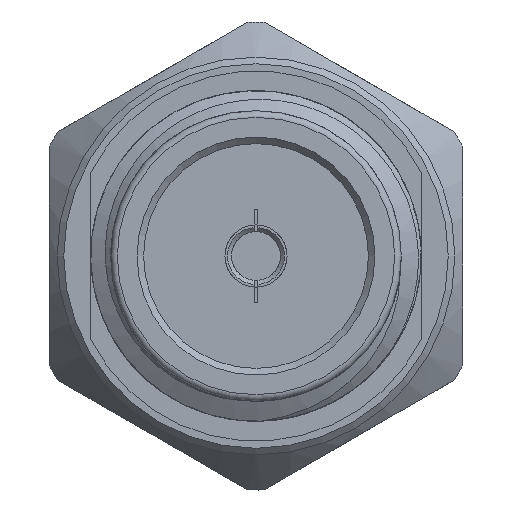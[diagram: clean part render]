
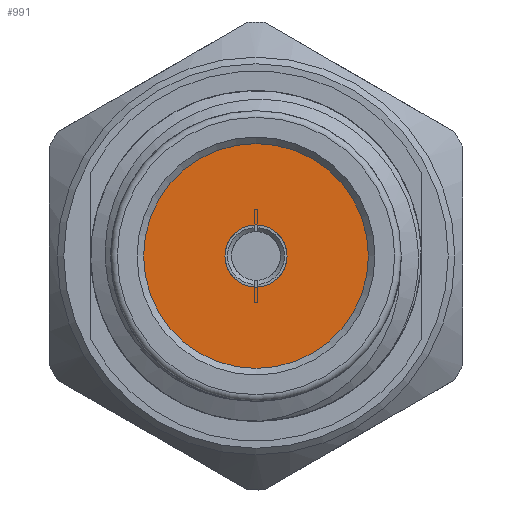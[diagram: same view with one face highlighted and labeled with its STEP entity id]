
A CAD part, front view. The second image highlights one B-rep face of the part: STEP entity #991.
In plain terms, the highlighted planar face has unit normal (0, -1, 0).
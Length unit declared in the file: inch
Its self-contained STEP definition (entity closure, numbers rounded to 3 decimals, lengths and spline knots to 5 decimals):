
#44 = AXIS2_PLACEMENT_3D ( 'NONE', #5406, #1598, #1142 ) ;
#302 = ORIENTED_EDGE ( 'NONE', *, *, #4225, .T. ) ;
#455 = CARTESIAN_POINT ( 'NONE',  ( 0.085, -0.244, 0. ) ) ;
#510 = DIRECTION ( 'NONE',  ( 0., -1., 0. ) ) ;
#991 = ADVANCED_FACE ( 'NONE', ( #3965, #3544 ), #4365, .T. ) ;
#1142 = DIRECTION ( 'NONE',  ( 1., 0., 0. ) ) ;
#1537 = CARTESIAN_POINT ( 'NONE',  ( 0., -0.244, 0. ) ) ;
#1598 = DIRECTION ( 'NONE',  ( 0., -1., 0. ) ) ;
#1918 = CIRCLE ( 'NONE', #5076, 0.0235 ) ;
#1936 = EDGE_CURVE ( 'NONE', #2864, #2864, #1918, .T. ) ;
#2124 = DIRECTION ( 'NONE',  ( 1., 0., 0. ) ) ;
#2235 = EDGE_LOOP ( 'NONE', ( #302 ) ) ;
#2733 = DIRECTION ( 'NONE',  ( 1., 0., 0. ) ) ;
#2837 = CARTESIAN_POINT ( 'NONE',  ( 0.0235, -0.244, 0. ) ) ;
#2864 = VERTEX_POINT ( 'NONE', #2837 ) ;
#3458 = CARTESIAN_POINT ( 'NONE',  ( 0., -0.244, 0. ) ) ;
#3544 = FACE_OUTER_BOUND ( 'NONE', #2235, .T. ) ;
#3628 = DIRECTION ( 'NONE',  ( 0., -1., 0. ) ) ;
#3965 = FACE_BOUND ( 'NONE', #4797, .T. ) ;
#4225 = EDGE_CURVE ( 'NONE', #4291, #4291, #5364, .T. ) ;
#4291 = VERTEX_POINT ( 'NONE', #455 ) ;
#4365 = PLANE ( 'NONE',  #5553 ) ;
#4797 = EDGE_LOOP ( 'NONE', ( #4801 ) ) ;
#4801 = ORIENTED_EDGE ( 'NONE', *, *, #1936, .F. ) ;
#5076 = AXIS2_PLACEMENT_3D ( 'NONE', #1537, #3628, #2733 ) ;
#5364 = CIRCLE ( 'NONE', #44, 0.085 ) ;
#5406 = CARTESIAN_POINT ( 'NONE',  ( 0., -0.244, 0. ) ) ;
#5553 = AXIS2_PLACEMENT_3D ( 'NONE', #3458, #510, #2124 ) ;
